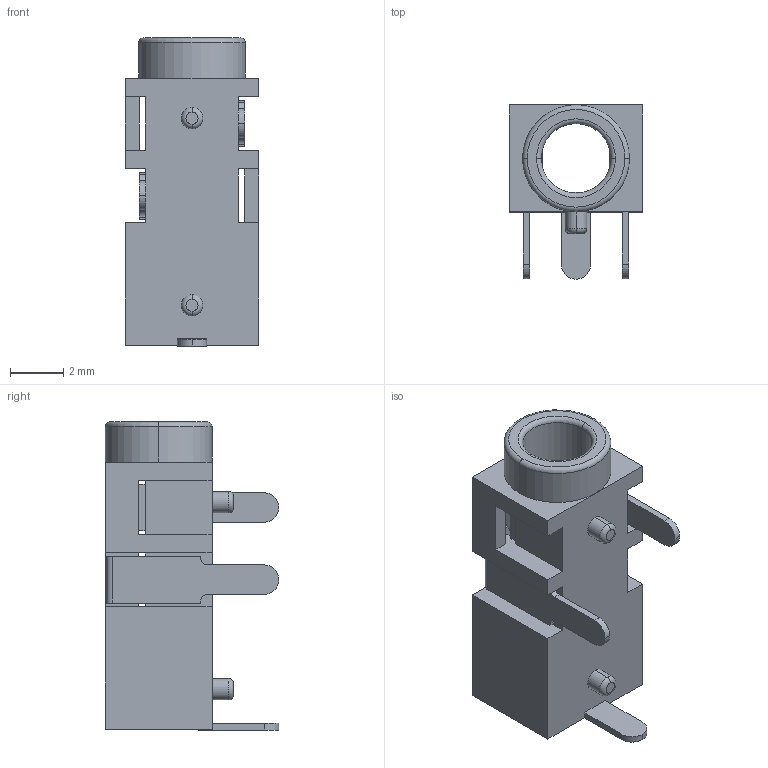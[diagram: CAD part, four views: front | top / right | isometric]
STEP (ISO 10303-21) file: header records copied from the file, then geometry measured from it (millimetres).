
FILE_DESCRIPTION (( 'STEP AP214' ), '1' );
FILE_NAME ('STX-2000-3N_rA1.STEP', '2012-09-28T21:00:11', ( 'Daniel' ), ( 'Microsoft' ), 'SwSTEP 2.0', 'SolidWorks 2012', '' );
FILE_SCHEMA (( 'AUTOMOTIVE_DESIGN' ));
Length unit declared in the file: millimetre
Products named in the file (1): STX-2000-3N_rA1
Bounding box: 5 x 6.5 x 11.53 mm (x, y, z)
Volume: 106.9 mm3; surface area: 417.8 mm2
Topology: 1 solids, 1 shells, 132 faces, 390 edges, 252 vertices
Faces by surface type: plane 99, cylinder 25, torus 8
Entity records: 5866 total; most frequent: ORIENTED_EDGE 780, CARTESIAN_POINT 775, DIRECTION 726, EDGE_CURVE 390, LINE 320, VECTOR 320, VERTEX_POINT 252, AXIS2_PLACEMENT_3D 203
